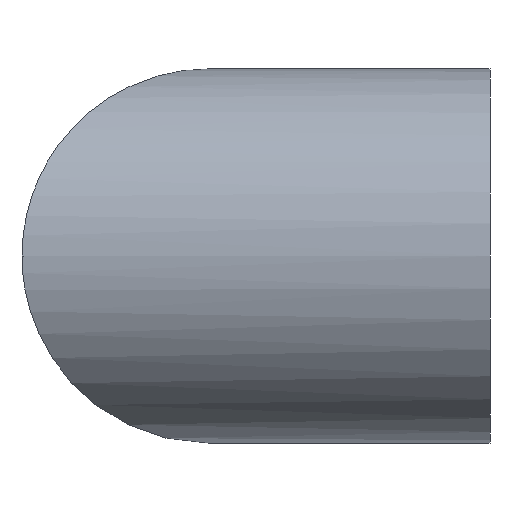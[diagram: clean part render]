
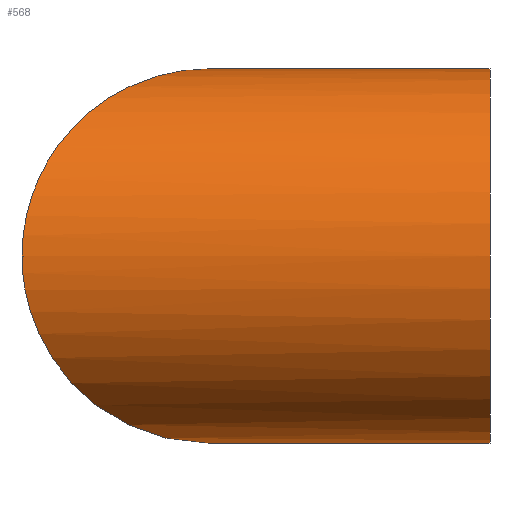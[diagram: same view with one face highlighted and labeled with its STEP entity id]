
A CAD part, left-side view. The second image highlights one B-rep face of the part: STEP entity #568.
In plain terms, the highlighted cylindrical face has radius 12.7 mm (diameter 25.4 mm), a partial arc.
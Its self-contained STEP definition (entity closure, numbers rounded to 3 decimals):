
#1 = CARTESIAN_POINT ( 'NONE',  ( -2.483, 21.533, 12.46 ) ) ;
#20 = VERTEX_POINT ( 'NONE', #255 ) ;
#31 = CARTESIAN_POINT ( 'NONE',  ( -0.719, 19.769, -12.7 ) ) ;
#37 = VERTEX_POINT ( 'NONE', #196 ) ;
#45 = VECTOR ( 'NONE', #581, 1000. ) ;
#54 = CARTESIAN_POINT ( 'NONE',  ( -10.439, 29.489, 7.247 ) ) ;
#56 = ORIENTED_EDGE ( 'NONE', *, *, #172, .F. ) ;
#62 = CARTESIAN_POINT ( 'NONE',  ( -8.804, 27.854, 9.189 ) ) ;
#67 = CARTESIAN_POINT ( 'NONE',  ( -6.926, 25.976, 10.672 ) ) ;
#71 = ORIENTED_EDGE ( 'NONE', *, *, #691, .F. ) ;
#100 = CARTESIAN_POINT ( 'NONE',  ( -12.7, 31.75, -0.505 ) ) ;
#115 = CARTESIAN_POINT ( 'NONE',  ( -1.422, 20.472, 12.64 ) ) ;
#122 = CARTESIAN_POINT ( 'NONE',  ( -10.923, 29.973, 6.495 ) ) ;
#137 = FACE_OUTER_BOUND ( 'NONE', #690, .T. ) ;
#138 = B_SPLINE_CURVE_WITH_KNOTS ( 'NONE', 3,
 ( #424, #603, #352, #736, #544, #548, #793, #236, #229, #182, #673, #485, #122, #54, #421, #666, #62, #732, #67, #677, #607, #668, #235, #357, #1, #115, #180, #741 ),
 .UNSPECIFIED., .F., .F.,
 ( 4, 2, 2, 2, 2, 2, 2, 2, 2, 2, 2, 2, 2, 4 ),
 ( 0.024, 0.025, 0.026, 0.027, 0.029, 0.03, 0.032, 0.033, 0.036, 0.039, 0.042, 0.044, 0.045, 0.048 ),
 .UNSPECIFIED. ) ;
#149 = AXIS2_PLACEMENT_3D ( 'NONE', #165, #589, #159 ) ;
#159 = DIRECTION ( 'NONE',  ( 0., 0., -1. ) ) ;
#165 = CARTESIAN_POINT ( 'NONE',  ( 0., 200., 0. ) ) ;
#172 = EDGE_CURVE ( 'NONE', #630, #438, #509, .T. ) ;
#180 = CARTESIAN_POINT ( 'NONE',  ( -0.713, 19.763, 12.7 ) ) ;
#182 = CARTESIAN_POINT ( 'NONE',  ( -11.752, 30.802, 4.839 ) ) ;
#184 = LINE ( 'NONE', #280, #45 ) ;
#196 = CARTESIAN_POINT ( 'NONE',  ( 0., 19.05, 12.7 ) ) ;
#207 = EDGE_CURVE ( 'NONE', #37, #20, #363, .T. ) ;
#218 = CARTESIAN_POINT ( 'NONE',  ( 0., 200., 12.7 ) ) ;
#222 = CARTESIAN_POINT ( 'NONE',  ( -11.568, 30.618, -5.263 ) ) ;
#226 = DIRECTION ( 'NONE',  ( 0., 0., 1. ) ) ;
#229 = CARTESIAN_POINT ( 'NONE',  ( -12.084, 31.134, 3.937 ) ) ;
#235 = CARTESIAN_POINT ( 'NONE',  ( -3.54, 22.59, 12.202 ) ) ;
#236 = CARTESIAN_POINT ( 'NONE',  ( -12.228, 31.278, 3.466 ) ) ;
#242 = AXIS2_PLACEMENT_3D ( 'NONE', #596, #723, #226 ) ;
#255 = CARTESIAN_POINT ( 'NONE',  ( 0., 0., 12.7 ) ) ;
#256 = CARTESIAN_POINT ( 'NONE',  ( -12.7, 31.75, 0. ) ) ;
#257 = CARTESIAN_POINT ( 'NONE',  ( -2.839, 21.889, -12.399 ) ) ;
#261 = CARTESIAN_POINT ( 'NONE',  ( -8.491, 27.541, -9.453 ) ) ;
#264 = CARTESIAN_POINT ( 'NONE',  ( -1.43, 20.48, -12.639 ) ) ;
#275 = CARTESIAN_POINT ( 'NONE',  ( -10.943, 29.993, -6.512 ) ) ;
#280 = CARTESIAN_POINT ( 'NONE',  ( 0., 200., -12.7 ) ) ;
#283 = CARTESIAN_POINT ( 'NONE',  ( -8.79, 27.84, -9.176 ) ) ;
#320 = CARTESIAN_POINT ( 'NONE',  ( -4.913, 23.963, -11.717 ) ) ;
#325 = CARTESIAN_POINT ( 'NONE',  ( -7.573, 26.623, -10.227 ) ) ;
#328 = CARTESIAN_POINT ( 'NONE',  ( 0., 19.05, -12.7 ) ) ;
#338 = DIRECTION ( 'NONE',  ( 0., -1., 0. ) ) ;
#352 = CARTESIAN_POINT ( 'NONE',  ( -12.692, 31.742, 0.505 ) ) ;
#357 = CARTESIAN_POINT ( 'NONE',  ( -2.836, 21.886, 12.385 ) ) ;
#363 = LINE ( 'NONE', #218, #649 ) ;
#370 = VERTEX_POINT ( 'NONE', #665 ) ;
#394 = CARTESIAN_POINT ( 'NONE',  ( -12.086, 31.136, -3.93 ) ) ;
#398 = CARTESIAN_POINT ( 'NONE',  ( -9.372, 28.422, -8.58 ) ) ;
#403 = CARTESIAN_POINT ( 'NONE',  ( -12.228, 31.278, -3.466 ) ) ;
#406 = CARTESIAN_POINT ( 'NONE',  ( -12.67, 31.72, -1.007 ) ) ;
#421 = CARTESIAN_POINT ( 'NONE',  ( -10.183, 29.233, 7.601 ) ) ;
#424 = CARTESIAN_POINT ( 'NONE',  ( -12.7, 31.75, 0. ) ) ;
#436 = CYLINDRICAL_SURFACE ( 'NONE', #149, 12.7 ) ;
#438 = VERTEX_POINT ( 'NONE', #256 ) ;
#445 = CARTESIAN_POINT ( 'NONE',  ( -5.595, 24.645, -11.407 ) ) ;
#459 = EDGE_CURVE ( 'NONE', #370, #20, #778, .T. ) ;
#469 = CARTESIAN_POINT ( 'NONE',  ( -12.461, 31.511, -2.504 ) ) ;
#471 = CARTESIAN_POINT ( 'NONE',  ( -12.7, 31.75, 0. ) ) ;
#485 = CARTESIAN_POINT ( 'NONE',  ( -11.15, 30.2, 6.097 ) ) ;
#509 = B_SPLINE_CURVE_WITH_KNOTS ( 'NONE', 3,
 ( #328, #31, #264, #257, #647, #711, #320, #445, #510, #707, #325, #261, #283, #398, #727, #725, #275, #222, #588, #394, #403, #469, #522, #406, #100, #471 ),
 .UNSPECIFIED., .F., .F.,
 ( 4, 2, 2, 2, 2, 2, 2, 2, 2, 2, 2, 2, 4 ),
 ( 0., 0.003, 0.006, 0.008, 0.009, 0.012, 0.014, 0.015, 0.018, 0.02, 0.021, 0.023, 0.024 ),
 .UNSPECIFIED. ) ;
#510 = CARTESIAN_POINT ( 'NONE',  ( -5.935, 24.985, -11.235 ) ) ;
#522 = CARTESIAN_POINT ( 'NONE',  ( -12.551, 31.601, -2.004 ) ) ;
#526 = ORIENTED_EDGE ( 'NONE', *, *, #207, .F. ) ;
#544 = CARTESIAN_POINT ( 'NONE',  ( -12.639, 31.689, 1.268 ) ) ;
#548 = CARTESIAN_POINT ( 'NONE',  ( -12.549, 31.599, 2.019 ) ) ;
#568 = ADVANCED_FACE ( 'NONE', ( #137 ), #436, .T. ) ;
#573 = EDGE_CURVE ( 'NONE', #630, #370, #184, .T. ) ;
#581 = DIRECTION ( 'NONE',  ( 0., -1., 0. ) ) ;
#588 = CARTESIAN_POINT ( 'NONE',  ( -11.757, 30.807, -4.827 ) ) ;
#589 = DIRECTION ( 'NONE',  ( 0., -1., 0. ) ) ;
#596 = CARTESIAN_POINT ( 'NONE',  ( 0., 0., 0. ) ) ;
#603 = CARTESIAN_POINT ( 'NONE',  ( -12.7, 31.75, 0.252 ) ) ;
#607 = CARTESIAN_POINT ( 'NONE',  ( -4.931, 23.981, 11.727 ) ) ;
#630 = VERTEX_POINT ( 'NONE', #653 ) ;
#647 = CARTESIAN_POINT ( 'NONE',  ( -3.536, 22.586, -12.22 ) ) ;
#649 = VECTOR ( 'NONE', #338, 1000. ) ;
#653 = CARTESIAN_POINT ( 'NONE',  ( 0., 19.05, -12.7 ) ) ;
#662 = ORIENTED_EDGE ( 'NONE', *, *, #459, .T. ) ;
#665 = CARTESIAN_POINT ( 'NONE',  ( 0., 0., -12.7 ) ) ;
#666 = CARTESIAN_POINT ( 'NONE',  ( -9.383, 28.433, 8.601 ) ) ;
#668 = CARTESIAN_POINT ( 'NONE',  ( -3.892, 22.942, 12.095 ) ) ;
#673 = CARTESIAN_POINT ( 'NONE',  ( -11.564, 30.614, 5.27 ) ) ;
#677 = CARTESIAN_POINT ( 'NONE',  ( -5.608, 24.658, 11.42 ) ) ;
#690 = EDGE_LOOP ( 'NONE', ( #526, #71, #56, #748, #662 ) ) ;
#691 = EDGE_CURVE ( 'NONE', #438, #37, #138, .T. ) ;
#707 = CARTESIAN_POINT ( 'NONE',  ( -6.932, 25.982, -10.669 ) ) ;
#711 = CARTESIAN_POINT ( 'NONE',  ( -4.57, 23.62, -11.855 ) ) ;
#723 = DIRECTION ( 'NONE',  ( 0., 1., 0. ) ) ;
#725 = CARTESIAN_POINT ( 'NONE',  ( -10.459, 29.509, -7.255 ) ) ;
#727 = CARTESIAN_POINT ( 'NONE',  ( -9.655, 28.705, -8.262 ) ) ;
#732 = CARTESIAN_POINT ( 'NONE',  ( -7.567, 26.617, 10.231 ) ) ;
#736 = CARTESIAN_POINT ( 'NONE',  ( -12.662, 31.712, 1.013 ) ) ;
#741 = CARTESIAN_POINT ( 'NONE',  ( 0., 19.05, 12.7 ) ) ;
#748 = ORIENTED_EDGE ( 'NONE', *, *, #573, .T. ) ;
#778 = CIRCLE ( 'NONE', #242, 12.7 ) ;
#793 = CARTESIAN_POINT ( 'NONE',  ( -12.46, 31.51, 2.508 ) ) ;
